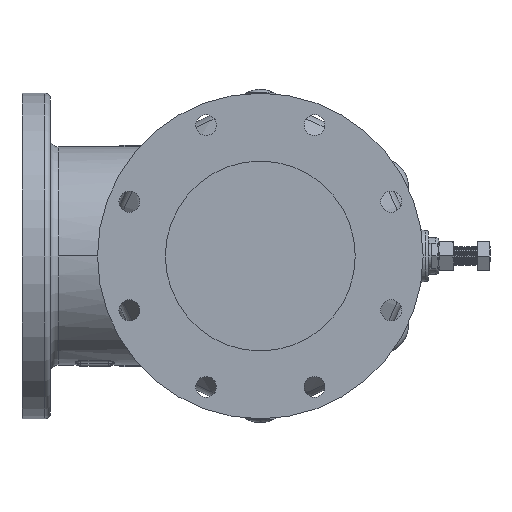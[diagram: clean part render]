
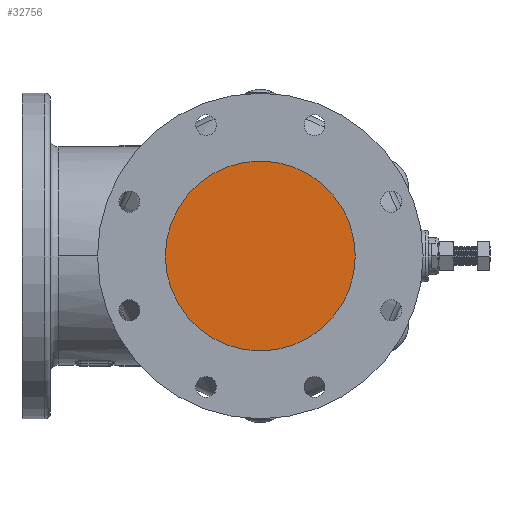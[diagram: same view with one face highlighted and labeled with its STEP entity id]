
A CAD part, left-side view. The second image highlights one B-rep face of the part: STEP entity #32756.
In plain terms, the highlighted planar face has unit normal (-1, 0, 0).
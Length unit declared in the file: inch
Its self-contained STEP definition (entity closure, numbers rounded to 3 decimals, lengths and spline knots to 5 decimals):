
#861 = DIRECTION ( 'NONE',  ( 0., -1., 0. ) ) ;
#3116 = EDGE_LOOP ( 'NONE', ( #4522, #39918 ) ) ;
#4522 = ORIENTED_EDGE ( 'NONE', *, *, #22774, .T. ) ;
#6688 = DIRECTION ( 'NONE',  ( -1., 0., 0. ) ) ;
#12800 = CIRCLE ( 'NONE', #24096, 3.93701 ) ;
#13765 = VERTEX_POINT ( 'NONE', #15229 ) ;
#15229 = CARTESIAN_POINT ( 'NONE',  ( -11.45668, 3.93701, 0. ) ) ;
#16735 = PLANE ( 'NONE',  #43179 ) ;
#21303 = DIRECTION ( 'NONE',  ( 0., -1., 0. ) ) ;
#22774 = EDGE_CURVE ( 'NONE', #30850, #13765, #52472, .T. ) ;
#24096 = AXIS2_PLACEMENT_3D ( 'NONE', #55289, #28118, #861 ) ;
#28118 = DIRECTION ( 'NONE',  ( -1., 0., 0. ) ) ;
#30263 = CARTESIAN_POINT ( 'NONE',  ( -11.45668, -3.93701, 0. ) ) ;
#30850 = VERTEX_POINT ( 'NONE', #30263 ) ;
#32756 = ADVANCED_FACE ( 'NONE', ( #55287 ), #16735, .T. ) ;
#33926 = CARTESIAN_POINT ( 'NONE',  ( -11.45668, 0., 0. ) ) ;
#36781 = AXIS2_PLACEMENT_3D ( 'NONE', #33926, #6688, #38489 ) ;
#38489 = DIRECTION ( 'NONE',  ( 0., -1., 0. ) ) ;
#39918 = ORIENTED_EDGE ( 'NONE', *, *, #50518, .T. ) ;
#43179 = AXIS2_PLACEMENT_3D ( 'NONE', #43806, #48541, #21303 ) ;
#43806 = CARTESIAN_POINT ( 'NONE',  ( -11.45668, 0., 0. ) ) ;
#48541 = DIRECTION ( 'NONE',  ( -1., 0., 0. ) ) ;
#50518 = EDGE_CURVE ( 'NONE', #13765, #30850, #12800, .T. ) ;
#52472 = CIRCLE ( 'NONE', #36781, 3.93701 ) ;
#55287 = FACE_OUTER_BOUND ( 'NONE', #3116, .T. ) ;
#55289 = CARTESIAN_POINT ( 'NONE',  ( -11.45668, 0., 0. ) ) ;
